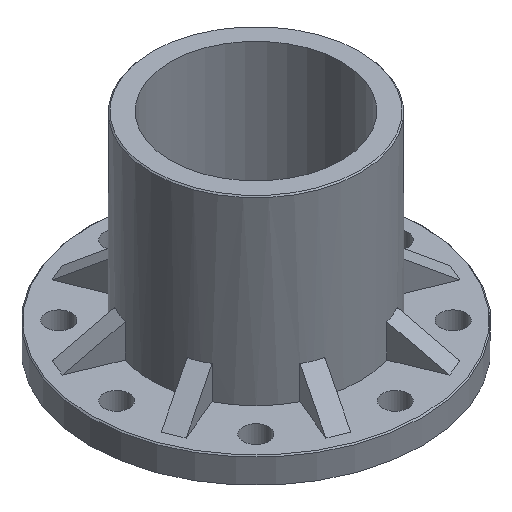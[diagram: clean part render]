
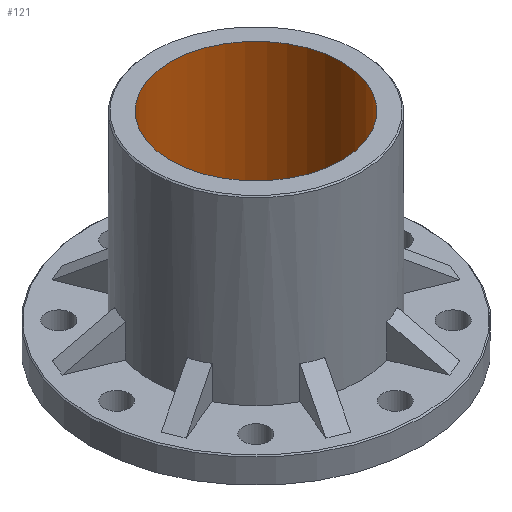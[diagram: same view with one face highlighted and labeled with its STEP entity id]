
A CAD part, isometric view. The second image highlights one B-rep face of the part: STEP entity #121.
In plain terms, the highlighted cylindrical face has radius 73.6 mm (diameter 147.2 mm), a full revolution.
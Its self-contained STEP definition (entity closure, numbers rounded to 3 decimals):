
#121 = ADVANCED_FACE( '', ( #274, #275 ), #276, .F. );
#274 = FACE_OUTER_BOUND( '', #453, .T. );
#275 = FACE_OUTER_BOUND( '', #454, .T. );
#276 = CYLINDRICAL_SURFACE( '', #455, 73.6 );
#453 = EDGE_LOOP( '', ( #773 ) );
#454 = EDGE_LOOP( '', ( #774 ) );
#455 = AXIS2_PLACEMENT_3D( '', #775, #776, #777 );
#773 = ORIENTED_EDGE( '', *, *, #1027, .F. );
#774 = ORIENTED_EDGE( '', *, *, #1012, .F. );
#775 = CARTESIAN_POINT( '', ( 0., 0., 24. ) );
#776 = DIRECTION( '', ( 0., 0., -1. ) );
#777 = DIRECTION( '', ( 1., 0., 0. ) );
#1012 = EDGE_CURVE( '', #1222, #1222, #1223, .T. );
#1027 = EDGE_CURVE( '', #1242, #1242, #1243, .T. );
#1222 = VERTEX_POINT( '', #1495 );
#1223 = CIRCLE( '', #1496, 73.6 );
#1242 = VERTEX_POINT( '', #1518 );
#1243 = CIRCLE( '', #1519, 73.6 );
#1495 = CARTESIAN_POINT( '', ( 73.6, 0., 0. ) );
#1496 = AXIS2_PLACEMENT_3D( '', #1701, #1702, #1703 );
#1518 = CARTESIAN_POINT( '', ( -73.6, 0., 180. ) );
#1519 = AXIS2_PLACEMENT_3D( '', #1719, #1720, #1721 );
#1701 = CARTESIAN_POINT( '', ( 0., 0., 0. ) );
#1702 = DIRECTION( '', ( 0., 0., 1. ) );
#1703 = DIRECTION( '', ( 1., 0., 0. ) );
#1719 = CARTESIAN_POINT( '', ( 0., 0., 180. ) );
#1720 = DIRECTION( '', ( 0., 0., -1. ) );
#1721 = DIRECTION( '', ( -1., 0., 0. ) );
